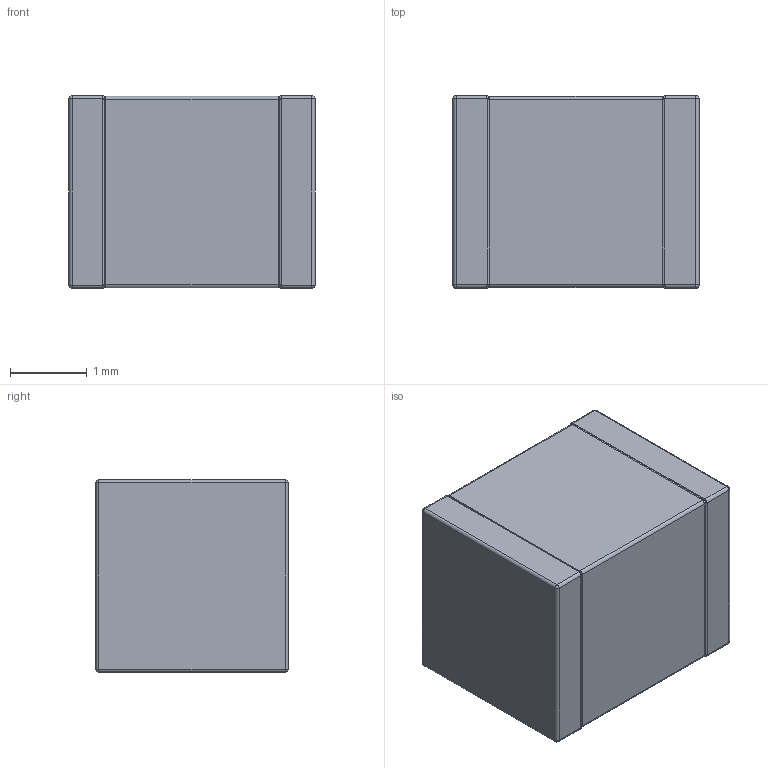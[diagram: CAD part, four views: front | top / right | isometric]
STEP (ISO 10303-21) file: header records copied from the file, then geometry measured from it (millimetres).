
FILE_DESCRIPTION((''),'2;1');
FILE_NAME('CSMD-1210_L3-2_W2-5_H2-5','2021-12-11T',('Dragos'),(''),'PRO/ENGINEER BY PARAMETRIC TECHNOLOGY CORPORATION, 2004440','PRO/ENGINEER BY PARAMETRIC TECHNOLOGY CORPORATION, 2004440','');
FILE_SCHEMA(('AUTOMOTIVE_DESIGN { 1 0 10303 214 1 1 1 1 }'));
Length unit declared in the file: millimetre
Products named in the file (1): CSMD-1210_L3-2_W2-5_H2-5
Bounding box: 3.2 x 2.5 x 2.5 mm (x, y, z)
Volume: 19.8 mm3; surface area: 43.8 mm2
Topology: 1 solids, 1 shells, 254 faces, 650 edges, 404 vertices
Faces by surface type: plane 146, bspline 64, cylinder 36, sphere 8
Entity records: 14195 total; most frequent: CARTESIAN_POINT 5008, ORIENTED_EDGE 1300, DIRECTION 1028, PRESENTATION_STYLE_ASSIGNMENT 773, STYLED_ITEM 654, CURVE_STYLE 651, EDGE_CURVE 650, VECTOR 442
